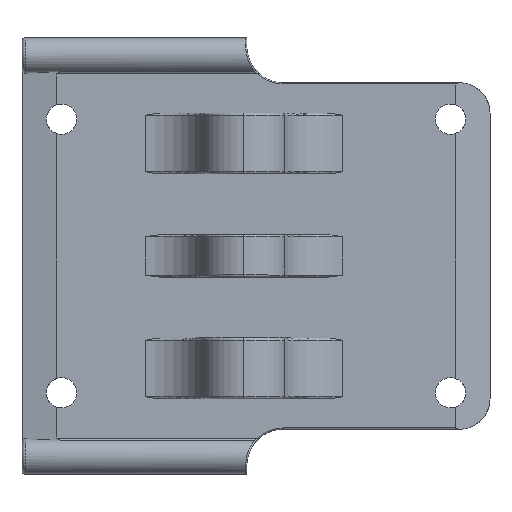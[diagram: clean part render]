
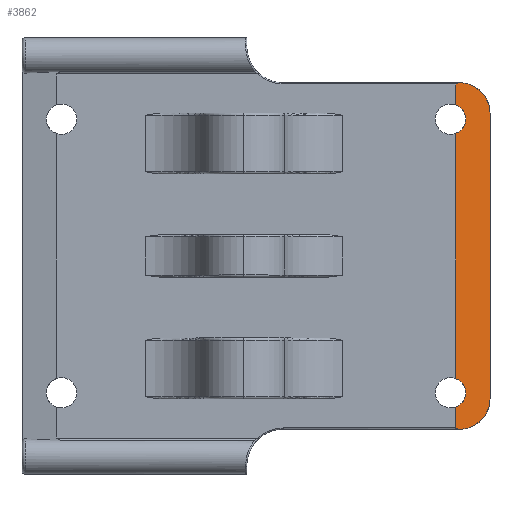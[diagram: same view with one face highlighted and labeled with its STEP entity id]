
A CAD part, top view. The second image highlights one B-rep face of the part: STEP entity #3862.
In plain terms, the highlighted planar face has unit normal (0.174, 0, 0.985).
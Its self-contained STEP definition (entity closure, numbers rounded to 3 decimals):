
#1215=CARTESIAN_POINT('Vertex',(36.,22.5,1.705)) ;
#1219=CARTESIAN_POINT('Control Point',(36.,22.5,1.705)) ;
#1220=CARTESIAN_POINT('Control Point',(36.,23.275,1.705)) ;
#1221=CARTESIAN_POINT('Control Point',(35.675,24.054,1.763)) ;
#1222=CARTESIAN_POINT('Control Point',(35.05,24.605,1.873)) ;
#1223=CARTESIAN_POINT('Control Point',(34.329,24.859,2.)) ;
#1224=CARTESIAN_POINT('Vertex',(34.329,24.859,2.)) ;
#1287=CARTESIAN_POINT('Vertex',(34.329,20.141,2.)) ;
#1291=CARTESIAN_POINT('Control Point',(36.,22.5,1.705)) ;
#1292=CARTESIAN_POINT('Control Point',(36.,21.725,1.705)) ;
#1293=CARTESIAN_POINT('Control Point',(35.675,20.946,1.763)) ;
#1294=CARTESIAN_POINT('Control Point',(35.05,20.395,1.873)) ;
#1295=CARTESIAN_POINT('Control Point',(34.329,20.141,2.)) ;
#1340=CARTESIAN_POINT('Vertex',(36.,-22.5,1.705)) ;
#1344=CARTESIAN_POINT('Control Point',(36.,-22.5,1.705)) ;
#1345=CARTESIAN_POINT('Control Point',(36.,-21.725,1.705)) ;
#1346=CARTESIAN_POINT('Control Point',(35.675,-20.946,1.763)) ;
#1347=CARTESIAN_POINT('Control Point',(35.05,-20.395,1.873)) ;
#1348=CARTESIAN_POINT('Control Point',(34.329,-20.141,2.)) ;
#1349=CARTESIAN_POINT('Vertex',(34.329,-20.141,2.)) ;
#1412=CARTESIAN_POINT('Vertex',(34.329,-24.859,2.)) ;
#1416=CARTESIAN_POINT('Control Point',(36.,-22.5,1.705)) ;
#1417=CARTESIAN_POINT('Control Point',(36.,-23.275,1.705)) ;
#1418=CARTESIAN_POINT('Control Point',(35.675,-24.054,1.763)) ;
#1419=CARTESIAN_POINT('Control Point',(35.05,-24.605,1.873)) ;
#1420=CARTESIAN_POINT('Control Point',(34.329,-24.859,2.)) ;
#1529=CARTESIAN_POINT('Vertex',(34.329,-28.3,2.)) ;
#1541=CARTESIAN_POINT('Vertex',(35.,-28.483,1.882)) ;
#1545=CARTESIAN_POINT('Control Point',(34.329,-28.3,2.)) ;
#1546=CARTESIAN_POINT('Control Point',(34.329,-28.308,2.)) ;
#1547=CARTESIAN_POINT('Control Point',(34.329,-28.315,2.)) ;
#1548=CARTESIAN_POINT('Control Point',(34.335,-28.322,1.999)) ;
#1549=CARTESIAN_POINT('Control Point',(34.345,-28.335,1.997)) ;
#1550=CARTESIAN_POINT('Control Point',(34.358,-28.346,1.995)) ;
#1551=CARTESIAN_POINT('Control Point',(34.366,-28.351,1.994)) ;
#1552=CARTESIAN_POINT('Control Point',(34.384,-28.362,1.99)) ;
#1553=CARTESIAN_POINT('Control Point',(34.403,-28.372,1.987)) ;
#1554=CARTESIAN_POINT('Control Point',(34.415,-28.377,1.985)) ;
#1555=CARTESIAN_POINT('Control Point',(34.461,-28.395,1.977)) ;
#1556=CARTESIAN_POINT('Control Point',(34.509,-28.409,1.968)) ;
#1557=CARTESIAN_POINT('Control Point',(34.543,-28.418,1.962)) ;
#1558=CARTESIAN_POINT('Control Point',(34.656,-28.443,1.942)) ;
#1559=CARTESIAN_POINT('Control Point',(34.769,-28.46,1.922)) ;
#1560=CARTESIAN_POINT('Control Point',(34.845,-28.469,1.909)) ;
#1561=CARTESIAN_POINT('Control Point',(34.922,-28.476,1.895)) ;
#1562=CARTESIAN_POINT('Control Point',(35.,-28.483,1.882)) ;
#3419=CARTESIAN_POINT('Vertex',(40.,23.5,1.)) ;
#3422=CARTESIAN_POINT('Line Origine',(40.,0.,1.)) ;
#3426=CARTESIAN_POINT('Vertex',(40.,-23.5,1.)) ;
#3502=CARTESIAN_POINT('Vertex',(35.463,28.479,1.8)) ;
#3506=CARTESIAN_POINT('Control Point',(40.,23.5,1.)) ;
#3507=CARTESIAN_POINT('Control Point',(40.,24.989,1.)) ;
#3508=CARTESIAN_POINT('Control Point',(39.446,26.48,1.098)) ;
#3509=CARTESIAN_POINT('Control Point',(38.334,27.674,1.294)) ;
#3510=CARTESIAN_POINT('Control Point',(36.923,28.343,1.543)) ;
#3511=CARTESIAN_POINT('Control Point',(35.463,28.479,1.8)) ;
#3551=CARTESIAN_POINT('Control Point',(35.,28.483,1.882)) ;
#3552=CARTESIAN_POINT('Control Point',(35.154,28.495,1.854)) ;
#3553=CARTESIAN_POINT('Control Point',(35.309,28.493,1.827)) ;
#3554=CARTESIAN_POINT('Control Point',(35.463,28.479,1.8)) ;
#3555=CARTESIAN_POINT('Vertex',(35.,28.483,1.882)) ;
#3685=CARTESIAN_POINT('Vertex',(35.463,-28.479,1.8)) ;
#3694=CARTESIAN_POINT('Control Point',(40.,-23.5,1.)) ;
#3695=CARTESIAN_POINT('Control Point',(40.,-24.989,1.)) ;
#3696=CARTESIAN_POINT('Control Point',(39.447,-26.48,1.098)) ;
#3697=CARTESIAN_POINT('Control Point',(38.334,-27.674,1.294)) ;
#3698=CARTESIAN_POINT('Control Point',(36.923,-28.343,1.542)) ;
#3699=CARTESIAN_POINT('Control Point',(35.463,-28.479,1.8)) ;
#3732=CARTESIAN_POINT('Control Point',(35.,-28.483,1.882)) ;
#3733=CARTESIAN_POINT('Control Point',(35.154,-28.495,1.854)) ;
#3734=CARTESIAN_POINT('Control Point',(35.309,-28.493,1.827)) ;
#3735=CARTESIAN_POINT('Control Point',(35.463,-28.479,1.8)) ;
#3804=CARTESIAN_POINT('Axis2P3D Location',(40.,0.,1.)) ;
#3810=CARTESIAN_POINT('Control Point',(34.329,28.3,2.)) ;
#3811=CARTESIAN_POINT('Control Point',(34.329,28.308,2.)) ;
#3812=CARTESIAN_POINT('Control Point',(34.329,28.315,2.)) ;
#3813=CARTESIAN_POINT('Control Point',(34.335,28.322,1.999)) ;
#3814=CARTESIAN_POINT('Control Point',(34.345,28.335,1.997)) ;
#3815=CARTESIAN_POINT('Control Point',(34.358,28.346,1.995)) ;
#3816=CARTESIAN_POINT('Control Point',(34.366,28.351,1.994)) ;
#3817=CARTESIAN_POINT('Control Point',(34.384,28.362,1.99)) ;
#3818=CARTESIAN_POINT('Control Point',(34.403,28.372,1.987)) ;
#3819=CARTESIAN_POINT('Control Point',(34.415,28.377,1.985)) ;
#3820=CARTESIAN_POINT('Control Point',(34.461,28.395,1.977)) ;
#3821=CARTESIAN_POINT('Control Point',(34.509,28.409,1.968)) ;
#3822=CARTESIAN_POINT('Control Point',(34.543,28.418,1.962)) ;
#3823=CARTESIAN_POINT('Control Point',(34.656,28.443,1.942)) ;
#3824=CARTESIAN_POINT('Control Point',(34.769,28.46,1.922)) ;
#3825=CARTESIAN_POINT('Control Point',(34.845,28.469,1.909)) ;
#3826=CARTESIAN_POINT('Control Point',(34.922,28.476,1.895)) ;
#3827=CARTESIAN_POINT('Control Point',(35.,28.483,1.882)) ;
#3828=CARTESIAN_POINT('Vertex',(34.329,28.3,2.)) ;
#3831=CARTESIAN_POINT('Line Origine',(34.329,0.,2.)) ;
#3836=CARTESIAN_POINT('Line Origine',(34.329,0.,2.)) ;
#3841=CARTESIAN_POINT('Line Origine',(34.329,0.,2.)) ;
#3423=DIRECTION('Vector Direction',(0.,1.,0.)) ;
#3805=DIRECTION('Axis2P3D Direction',(0.174,-0.,0.985)) ;
#3806=DIRECTION('Axis2P3D XDirection',(0.,1.,0.)) ;
#3832=DIRECTION('Vector Direction',(0.,1.,0.)) ;
#3837=DIRECTION('Vector Direction',(0.,1.,0.)) ;
#3842=DIRECTION('Vector Direction',(0.,1.,0.)) ;
#3807=AXIS2_PLACEMENT_3D('Plane Axis2P3D',#3804,#3805,#3806) ;
#3847=ORIENTED_EDGE('',*,*,#1563,.F.) ;
#3848=ORIENTED_EDGE('',*,*,#3736,.F.) ;
#3849=ORIENTED_EDGE('',*,*,#3700,.F.) ;
#3850=ORIENTED_EDGE('',*,*,#3428,.F.) ;
#3851=ORIENTED_EDGE('',*,*,#3512,.F.) ;
#3852=ORIENTED_EDGE('',*,*,#3557,.F.) ;
#3853=ORIENTED_EDGE('',*,*,#3830,.F.) ;
#3854=ORIENTED_EDGE('',*,*,#3835,.T.) ;
#3855=ORIENTED_EDGE('',*,*,#1226,.F.) ;
#3856=ORIENTED_EDGE('',*,*,#1296,.T.) ;
#3857=ORIENTED_EDGE('',*,*,#3840,.T.) ;
#3858=ORIENTED_EDGE('',*,*,#1351,.F.) ;
#3859=ORIENTED_EDGE('',*,*,#1421,.T.) ;
#3860=ORIENTED_EDGE('',*,*,#3845,.T.) ;
#3424=VECTOR('Line Direction',#3423,1.) ;
#3833=VECTOR('Line Direction',#3832,1.) ;
#3838=VECTOR('Line Direction',#3837,1.) ;
#3843=VECTOR('Line Direction',#3842,1.) ;
#3862=ADVANCED_FACE('Corps principal',(#3861),#3808,.T.) ;
#1218=B_SPLINE_CURVE_WITH_KNOTS('',4,(#1219,#1220,#1221,#1222,#1223),.UNSPECIFIED.,.F.,.U.,(5,5),(0.,4.384),.UNSPECIFIED.) ;
#1290=B_SPLINE_CURVE_WITH_KNOTS('',4,(#1291,#1292,#1293,#1294,#1295),.UNSPECIFIED.,.F.,.U.,(5,5),(0.,4.384),.UNSPECIFIED.) ;
#1343=B_SPLINE_CURVE_WITH_KNOTS('',4,(#1344,#1345,#1346,#1347,#1348),.UNSPECIFIED.,.F.,.U.,(5,5),(0.,4.384),.UNSPECIFIED.) ;
#1415=B_SPLINE_CURVE_WITH_KNOTS('',4,(#1416,#1417,#1418,#1419,#1420),.UNSPECIFIED.,.F.,.U.,(5,5),(0.,4.384),.UNSPECIFIED.) ;
#1544=B_SPLINE_CURVE_WITH_KNOTS('',5,(#1545,#1546,#1547,#1548,#1549,#1550,#1551,#1552,#1553,#1554,#1555,#1556,#1557,#1558,#1559,#1560,#1561,#1562),.UNSPECIFIED.,.F.,.U.,(6,3,3,3,3,6),(0.,0.054,0.118,0.208,0.474,1.033),.UNSPECIFIED.) ;
#3505=B_SPLINE_CURVE_WITH_KNOTS('',5,(#3506,#3507,#3508,#3509,#3510,#3511),.UNSPECIFIED.,.F.,.U.,(6,6),(0.,10.527),.UNSPECIFIED.) ;
#3550=B_SPLINE_CURVE_WITH_KNOTS('',3,(#3551,#3552,#3553,#3554),.UNSPECIFIED.,.F.,.U.,(4,4),(0.,0.653),.UNSPECIFIED.) ;
#3693=B_SPLINE_CURVE_WITH_KNOTS('',5,(#3694,#3695,#3696,#3697,#3698,#3699),.UNSPECIFIED.,.F.,.U.,(6,6),(0.,10.527),.UNSPECIFIED.) ;
#3731=B_SPLINE_CURVE_WITH_KNOTS('',3,(#3732,#3733,#3734,#3735),.UNSPECIFIED.,.F.,.U.,(4,4),(0.,0.653),.UNSPECIFIED.) ;
#3809=B_SPLINE_CURVE_WITH_KNOTS('',5,(#3810,#3811,#3812,#3813,#3814,#3815,#3816,#3817,#3818,#3819,#3820,#3821,#3822,#3823,#3824,#3825,#3826,#3827),.UNSPECIFIED.,.F.,.U.,(6,3,3,3,3,6),(0.,0.054,0.118,0.208,0.474,1.033),.UNSPECIFIED.) ;
#1226=EDGE_CURVE('',#1216,#1225,#1218,.T.) ;
#1296=EDGE_CURVE('',#1216,#1288,#1290,.T.) ;
#1351=EDGE_CURVE('',#1341,#1350,#1343,.T.) ;
#1421=EDGE_CURVE('',#1341,#1413,#1415,.T.) ;
#1563=EDGE_CURVE('',#1542,#1530,#1544,.F.) ;
#3428=EDGE_CURVE('',#3420,#3427,#3425,.F.) ;
#3512=EDGE_CURVE('',#3503,#3420,#3505,.F.) ;
#3557=EDGE_CURVE('',#3556,#3503,#3550,.T.) ;
#3700=EDGE_CURVE('',#3427,#3686,#3693,.T.) ;
#3736=EDGE_CURVE('',#3686,#1542,#3731,.F.) ;
#3830=EDGE_CURVE('',#3829,#3556,#3809,.T.) ;
#3835=EDGE_CURVE('',#3829,#1225,#3834,.F.) ;
#3840=EDGE_CURVE('',#1288,#1350,#3839,.F.) ;
#3845=EDGE_CURVE('',#1413,#1530,#3844,.F.) ;
#3846=EDGE_LOOP('',(#3847,#3848,#3849,#3850,#3851,#3852,#3853,#3854,#3855,#3856,#3857,#3858,#3859,#3860)) ;
#3861=FACE_OUTER_BOUND('',#3846,.T.) ;
#3425=LINE('Line',#3422,#3424) ;
#3834=LINE('Line',#3831,#3833) ;
#3839=LINE('Line',#3836,#3838) ;
#3844=LINE('Line',#3841,#3843) ;
#3808=PLANE('',#3807) ;
#1216=VERTEX_POINT('',#1215) ;
#1225=VERTEX_POINT('',#1224) ;
#1288=VERTEX_POINT('',#1287) ;
#1341=VERTEX_POINT('',#1340) ;
#1350=VERTEX_POINT('',#1349) ;
#1413=VERTEX_POINT('',#1412) ;
#1530=VERTEX_POINT('',#1529) ;
#1542=VERTEX_POINT('',#1541) ;
#3420=VERTEX_POINT('',#3419) ;
#3427=VERTEX_POINT('',#3426) ;
#3503=VERTEX_POINT('',#3502) ;
#3556=VERTEX_POINT('',#3555) ;
#3686=VERTEX_POINT('',#3685) ;
#3829=VERTEX_POINT('',#3828) ;
